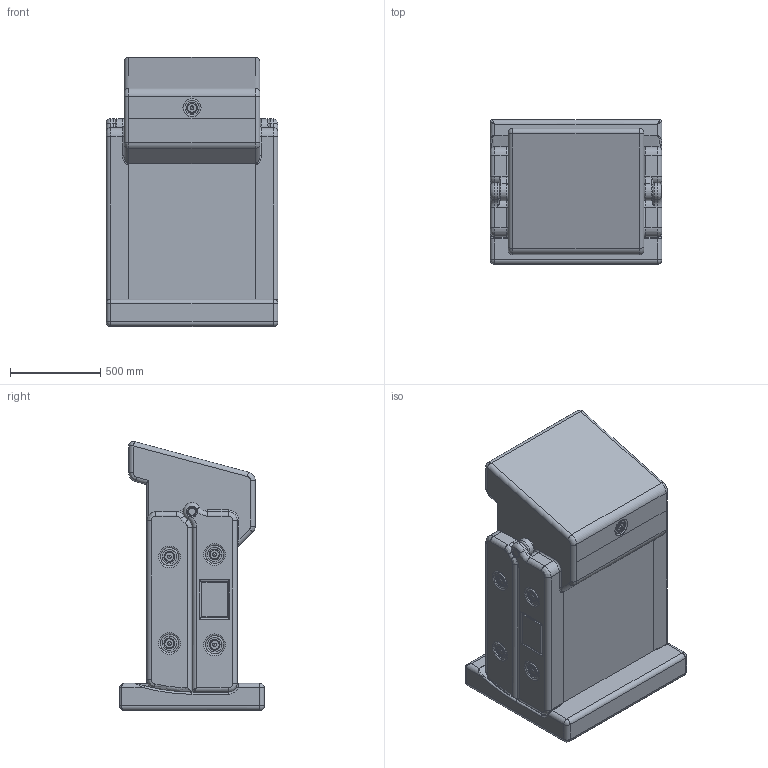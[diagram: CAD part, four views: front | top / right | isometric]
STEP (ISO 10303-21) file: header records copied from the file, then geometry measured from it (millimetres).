
FILE_DESCRIPTION(/* description */ (''),/* implementation_level */ '2;1');
FILE_NAME(/* name */ 'robot.stp',/* time_stamp */ '2019-05-21T17:29:27+08:00',/* author */ (''),/* organization */ (''),/* preprocessor_version */ 'ST-DEVELOPER v16.7',/* originating_system */ 'SIEMENS PLM Software NX 12.0',/* authorisation */ '');
FILE_SCHEMA (('AUTOMOTIVE_DESIGN { 1 0 10303 214 3 1 1 1 }'));
Length unit declared in the file: millimetre
Products named in the file (12): GLASS; RFID; BACK; ARM_LEFT; BOTTOM; ARM_RIGHT; BODY_FRONT; HEAD_SCREEN; HEAD_RIGHT; HEAD_LEFT; CAMERA; robot_2_0
Assembly tree (20 placements, depth 3):
  robot_2_0
    HEAD_LEFT
    HEAD_RIGHT
    HEAD_SCREEN
    BODY_FRONT
    ARM_RIGHT
    BOTTOM
    ARM_LEFT
    BACK
    CAMERA  x9
      GLASS
    RFID  x2
Bounding box: 950 x 800 x 1488.29 mm (x, y, z)
Volume: 286522376.1 mm3; surface area: 12647500.1 mm2
Topology: 30 solids, 30 shells, 496 faces, 1355 edges, 1244 vertices
Faces by surface type: cylinder 200, plane 149, torus 84, bspline 41, sphere 22
Full cylindrical faces by diameter (mm): 20 x18, 50 x17, 60 x9, 100 x18
Entity records: 13295 total; most frequent: CARTESIAN_POINT 2927, DIRECTION 2153, ORIENTED_EDGE 1566, AXIS2_PLACEMENT_3D 855, EDGE_CURVE 783, VERTEX_POINT 489, CIRCLE 455, EDGE_LOOP 447
